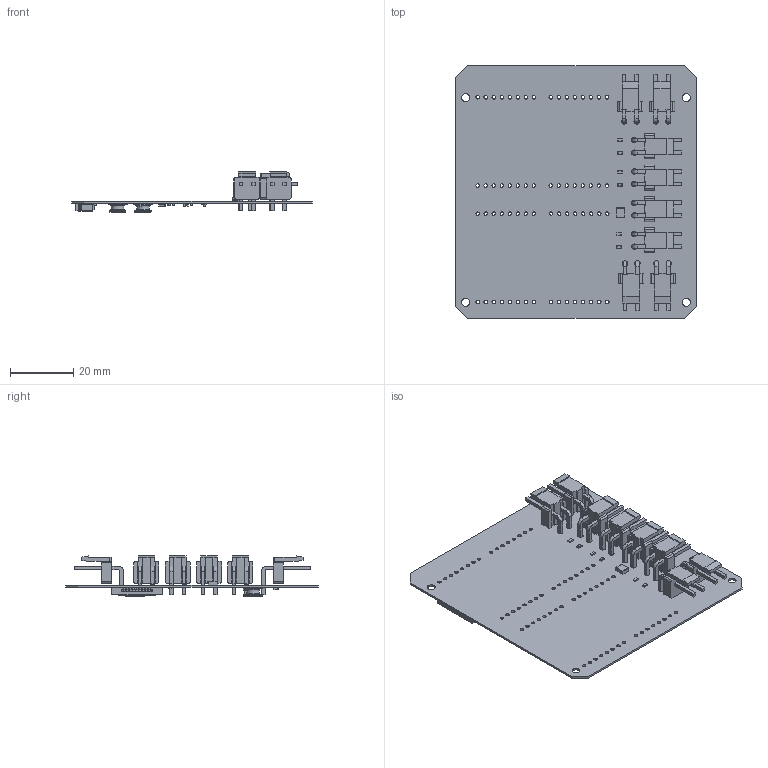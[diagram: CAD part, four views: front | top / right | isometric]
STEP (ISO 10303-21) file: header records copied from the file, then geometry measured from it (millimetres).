
FILE_DESCRIPTION(('Open CASCADE Model'),'2;1');
FILE_NAME('Open CASCADE Shape Model','2022-11-30T15:51:42',('Author'),( 'Open CASCADE'),'Open CASCADE STEP processor 7.5','Open CASCADE 7.5' ,'Unknown');
FILE_SCHEMA(('AUTOMOTIVE_DESIGN { 1 0 10303 214 1 1 1 1 }'));
Length unit declared in the file: millimetre
Products named in the file (71): PCB; Board; Open CASCADE STEP translator 7.5 1.1.1; P29; 6257355488; U5; 6313249376; Body; PinsArrayLR; U4; R29; 6257352048; term1; term2; body; R28; 6257353328; R27; R26; P28; 6255883792; P27; P26; 6313251216; P25; P24; 6313246016; P23; P22; P21; LED7; Diode_Wurth_150060RS55040_eec; Leads; Top; Direction; LED6; LED5; L2; Ind_Taiyo_Yuden_NR6028T0R9N_eec; 1 ...
Assembly tree (87 placements, depth 5):
  PCB
    Board
      Open CASCADE STEP translator 7.5 1.1.1
    P29
      6257355488
    U5
      6313249376
        Body
        PinsArrayLR
    U4
      6313249376
        Body
        PinsArrayLR
    R29
      6257352048
        term1
        term2
        body
    R28
      6257353328
        term1
        term2
        body
    R27
      6257353328
        term1
        term2
        body
    R26
      6257353328
        term1
        term2
        body
    P28
      6255883792
    P27
      6255883792
    P26
      6313251216
    P25
      6313251216
    P24
      6313246016
    P23
      6313246016
    P22
      6313246016
    P21
      6313246016
    LED7
      Diode_Wurth_150060RS55040_eec
        Body
        Leads
        Top
        Direction
    LED6
      Diode_Wurth_150060RS55040_eec
        Body
        Leads
        Top
Bounding box: 76.2 x 80.01 x 12.68 mm (x, y, z)
Volume: 6235.5 mm3; surface area: 17333 mm2
Topology: 136 solids, 140 shells, 2774 faces, 6937 edges, 4432 vertices
Faces by surface type: plane 1793, cylinder 771, sphere 92, torus 70, bspline 48
Full cylindrical faces by diameter (mm): 0.095 x3, 0.162 x12, 0.2 x2, 1.1 x64, 1.7 x16, 2.54 x4
Entity records: 49915 total; most frequent: CARTESIAN_POINT 8779, DIRECTION 8132, ORIENTED_EDGE 8027, EDGE_CURVE 4015, LINE 2994, VECTOR 2994, VERTEX_POINT 2600, AXIS2_PLACEMENT_3D 2569
